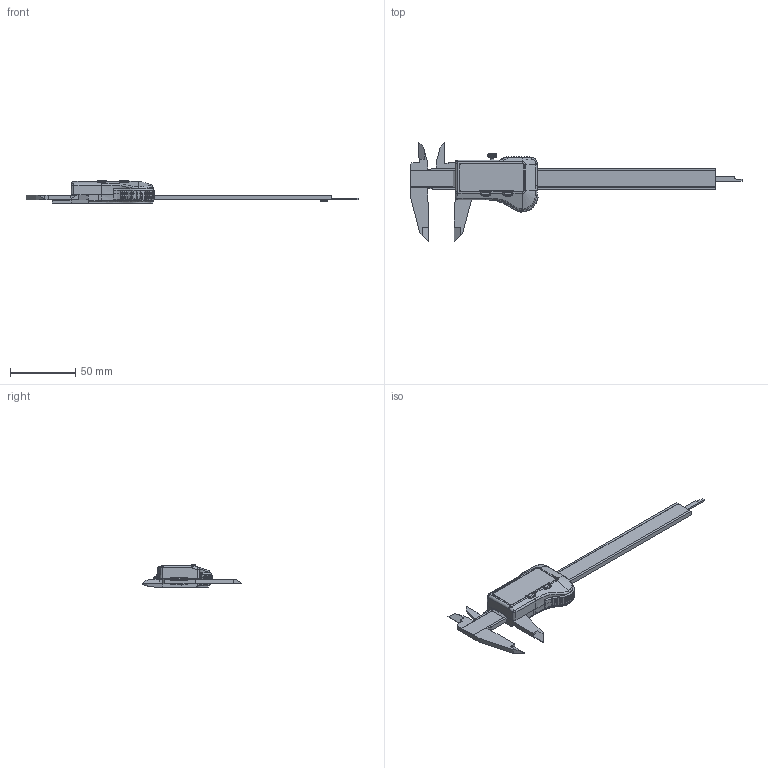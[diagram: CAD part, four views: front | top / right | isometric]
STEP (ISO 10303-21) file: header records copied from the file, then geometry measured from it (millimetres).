
FILE_DESCRIPTION((''),'2;1');
FILE_NAME('COMPOSANTS_VISIBLES_SW0001','2016-09-08T',('fst'),('Sylvac SA'),'CREO PARAMETRIC BY PTC INC, 2014500','CREO PARAMETRIC BY PTC INC, 2014500','');
FILE_SCHEMA(('CONFIG_CONTROL_DESIGN'));
Products named in the file (1): COMPOSANTS_VISIBLES_SW0001
Bounding box: 254.5 x 76 x 17.4 mm (x, y, z)
Surface area: 31458.1 mm2 (no closed solid volume)
Topology: 0 solids, 41 shells, 1112 faces, 3886 edges, 2645 vertices
Faces by surface type: plane 516, cone 212, bspline 156, cylinder 154, torus 68, sphere 5, extrusion 1
Entity records: 52410 total; most frequent: CARTESIAN_POINT 21263, ORIENTED_EDGE 6452, DIRECTION 5891, EDGE_CURVE 3884, VERTEX_POINT 2645, AXIS2_PLACEMENT_3D 1978, VECTOR 1935, LINE 1934
